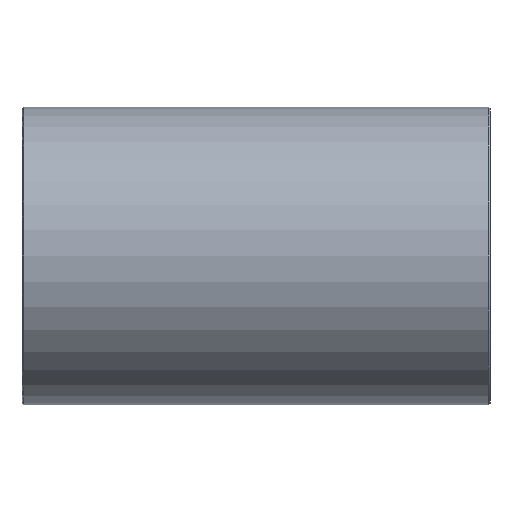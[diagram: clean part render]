
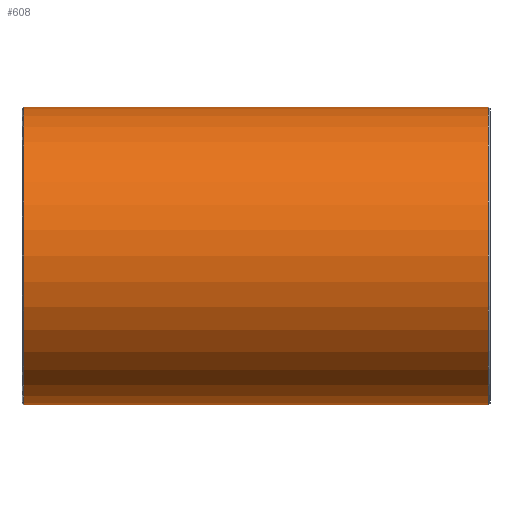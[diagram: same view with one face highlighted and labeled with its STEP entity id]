
A CAD part, front view. The second image highlights one B-rep face of the part: STEP entity #608.
In plain terms, the highlighted cylindrical face has radius 177.8 mm (diameter 355.6 mm), a partial arc.
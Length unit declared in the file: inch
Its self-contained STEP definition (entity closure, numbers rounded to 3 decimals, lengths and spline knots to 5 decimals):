
#10 = VECTOR ( 'NONE', #844, 39.37008 ) ;
#37 = EDGE_CURVE ( 'NONE', #422, #294, #400, .T. ) ;
#38 = CARTESIAN_POINT ( 'NONE',  ( -10.91667, 0., 0. ) ) ;
#52 = EDGE_CURVE ( 'NONE', #842, #294, #349, .T. ) ;
#119 = DIRECTION ( 'NONE',  ( -1., 0., 0. ) ) ;
#129 = ORIENTED_EDGE ( 'NONE', *, *, #729, .T. ) ;
#172 = DIRECTION ( 'NONE',  ( -1., 0., 0. ) ) ;
#175 = AXIS2_PLACEMENT_3D ( 'NONE', #178, #172, #533 ) ;
#178 = CARTESIAN_POINT ( 'NONE',  ( 11., 0., 0. ) ) ;
#186 = CARTESIAN_POINT ( 'NONE',  ( 10.91667, 0., 0. ) ) ;
#224 = ORIENTED_EDGE ( 'NONE', *, *, #37, .F. ) ;
#247 = DIRECTION ( 'NONE',  ( -1., 0., 0. ) ) ;
#254 = FACE_OUTER_BOUND ( 'NONE', #323, .T. ) ;
#265 = DIRECTION ( 'NONE',  ( 0., 0., -1. ) ) ;
#272 = LINE ( 'NONE', #553, #10 ) ;
#294 = VERTEX_POINT ( 'NONE', #660 ) ;
#305 = AXIS2_PLACEMENT_3D ( 'NONE', #186, #119, #265 ) ;
#323 = EDGE_LOOP ( 'NONE', ( #224, #640, #129, #370 ) ) ;
#349 = CIRCLE ( 'NONE', #859, 7. ) ;
#370 = ORIENTED_EDGE ( 'NONE', *, *, #52, .T. ) ;
#400 = LINE ( 'NONE', #824, #906 ) ;
#414 = CARTESIAN_POINT ( 'NONE',  ( 10.91667, 0., 7. ) ) ;
#422 = VERTEX_POINT ( 'NONE', #788 ) ;
#533 = DIRECTION ( 'NONE',  ( 0., 0., 1. ) ) ;
#553 = CARTESIAN_POINT ( 'NONE',  ( 11., 0., 7. ) ) ;
#608 = ADVANCED_FACE ( 'NONE', ( #254 ), #685, .T. ) ;
#611 = DIRECTION ( 'NONE',  ( 0., 0., 1. ) ) ;
#620 = EDGE_CURVE ( 'NONE', #422, #712, #707, .T. ) ;
#640 = ORIENTED_EDGE ( 'NONE', *, *, #620, .T. ) ;
#660 = CARTESIAN_POINT ( 'NONE',  ( -10.91667, 0., -7. ) ) ;
#683 = DIRECTION ( 'NONE',  ( 1., 0., 0. ) ) ;
#685 = CYLINDRICAL_SURFACE ( 'NONE', #175, 7. ) ;
#707 = CIRCLE ( 'NONE', #305, 7. ) ;
#712 = VERTEX_POINT ( 'NONE', #414 ) ;
#729 = EDGE_CURVE ( 'NONE', #712, #842, #272, .T. ) ;
#788 = CARTESIAN_POINT ( 'NONE',  ( 10.91667, 0., -7. ) ) ;
#805 = CARTESIAN_POINT ( 'NONE',  ( -10.91667, 0., 7. ) ) ;
#824 = CARTESIAN_POINT ( 'NONE',  ( 11., 0., -7. ) ) ;
#842 = VERTEX_POINT ( 'NONE', #805 ) ;
#844 = DIRECTION ( 'NONE',  ( -1., 0., 0. ) ) ;
#859 = AXIS2_PLACEMENT_3D ( 'NONE', #38, #683, #611 ) ;
#906 = VECTOR ( 'NONE', #247, 39.37008 ) ;
